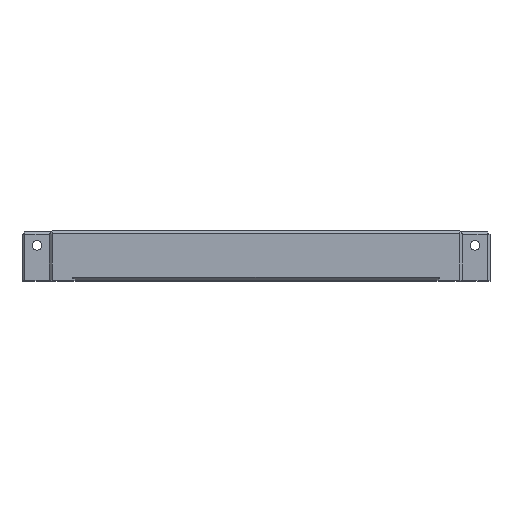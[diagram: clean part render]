
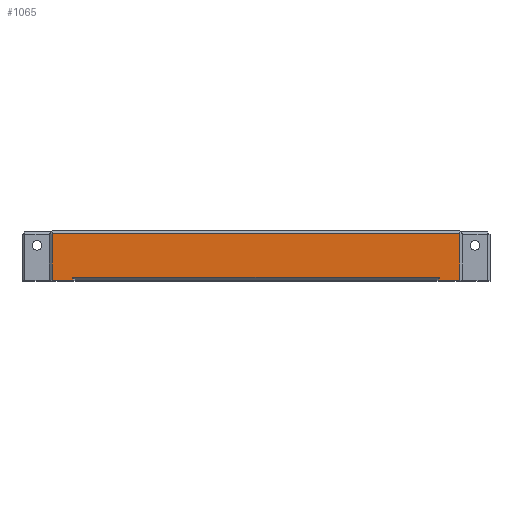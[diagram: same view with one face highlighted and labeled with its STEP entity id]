
A CAD part, top view. The second image highlights one B-rep face of the part: STEP entity #1065.
In plain terms, the highlighted planar face has unit normal (0, 0, 1).
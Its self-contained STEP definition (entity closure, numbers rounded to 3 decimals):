
#48 = AXIS2_PLACEMENT_3D ( 'NONE', #4212, #2947, #522 ) ;
#136 = VECTOR ( 'NONE', #1780, 1000. ) ;
#141 = CARTESIAN_POINT ( 'NONE',  ( -26.39, 0.75, 187.942 ) ) ;
#382 = LINE ( 'NONE', #3295, #3411 ) ;
#444 = VECTOR ( 'NONE', #3063, 1000. ) ;
#522 = DIRECTION ( 'NONE',  ( -1., 0., 0. ) ) ;
#695 = EDGE_CURVE ( 'NONE', #5033, #755, #3552, .T. ) ;
#750 = CARTESIAN_POINT ( 'NONE',  ( 116.11, 8.75, 187.942 ) ) ;
#755 = VERTEX_POINT ( 'NONE', #4742 ) ;
#813 = CARTESIAN_POINT ( 'NONE',  ( 116.11, 1.75, 187.942 ) ) ;
#972 = ORIENTED_EDGE ( 'NONE', *, *, #2805, .T. ) ;
#1000 = VECTOR ( 'NONE', #3797, 1000. ) ;
#1005 = LINE ( 'NONE', #3887, #5258 ) ;
#1014 = EDGE_CURVE ( 'NONE', #5033, #4281, #3029, .T. ) ;
#1065 = ADVANCED_FACE ( 'NONE', ( #5001 ), #1318, .F. ) ;
#1168 = DIRECTION ( 'NONE',  ( 0., 1., 0. ) ) ;
#1230 = CARTESIAN_POINT ( 'NONE',  ( -25.39, 17.75, 187.942 ) ) ;
#1269 = VECTOR ( 'NONE', #1486, 1000. ) ;
#1317 = CARTESIAN_POINT ( 'NONE',  ( 123.61, 0.75, 187.942 ) ) ;
#1318 = PLANE ( 'NONE',  #48 ) ;
#1327 = ORIENTED_EDGE ( 'NONE', *, *, #4894, .T. ) ;
#1426 = VERTEX_POINT ( 'NONE', #1969 ) ;
#1435 = LINE ( 'NONE', #5088, #444 ) ;
#1450 = EDGE_CURVE ( 'NONE', #755, #1714, #3300, .T. ) ;
#1486 = DIRECTION ( 'NONE',  ( -1., 0., 0. ) ) ;
#1635 = CARTESIAN_POINT ( 'NONE',  ( -17.89, 0.75, 187.942 ) ) ;
#1714 = VERTEX_POINT ( 'NONE', #813 ) ;
#1776 = ORIENTED_EDGE ( 'NONE', *, *, #1450, .T. ) ;
#1780 = DIRECTION ( 'NONE',  ( -1., 0., 0. ) ) ;
#1969 = CARTESIAN_POINT ( 'NONE',  ( 116.11, 0.75, 187.942 ) ) ;
#2316 = VERTEX_POINT ( 'NONE', #1230 ) ;
#2403 = DIRECTION ( 'NONE',  ( 0., -1., 0. ) ) ;
#2513 = EDGE_CURVE ( 'NONE', #1714, #1426, #2747, .T. ) ;
#2547 = ORIENTED_EDGE ( 'NONE', *, *, #695, .T. ) ;
#2647 = VECTOR ( 'NONE', #5208, 1000. ) ;
#2690 = EDGE_CURVE ( 'NONE', #3726, #1426, #4022, .T. ) ;
#2747 = LINE ( 'NONE', #750, #2647 ) ;
#2805 = EDGE_CURVE ( 'NONE', #2316, #4281, #382, .T. ) ;
#2947 = DIRECTION ( 'NONE',  ( 0., 0., -1. ) ) ;
#3029 = LINE ( 'NONE', #141, #136 ) ;
#3063 = DIRECTION ( 'NONE',  ( -1., 0., 0. ) ) ;
#3112 = ORIENTED_EDGE ( 'NONE', *, *, #2690, .F. ) ;
#3151 = DIRECTION ( 'NONE',  ( 0., 1., 0. ) ) ;
#3192 = EDGE_LOOP ( 'NONE', ( #3112, #4500, #1327, #972, #4121, #2547, #1776, #3382 ) ) ;
#3295 = CARTESIAN_POINT ( 'NONE',  ( -25.39, 8.75, 187.942 ) ) ;
#3300 = LINE ( 'NONE', #4544, #1000 ) ;
#3382 = ORIENTED_EDGE ( 'NONE', *, *, #2513, .T. ) ;
#3411 = VECTOR ( 'NONE', #2403, 1000. ) ;
#3447 = EDGE_CURVE ( 'NONE', #3726, #3957, #1005, .T. ) ;
#3552 = LINE ( 'NONE', #5173, #5204 ) ;
#3719 = CARTESIAN_POINT ( 'NONE',  ( 123.61, 17.75, 187.942 ) ) ;
#3726 = VERTEX_POINT ( 'NONE', #1317 ) ;
#3797 = DIRECTION ( 'NONE',  ( 1., 0., 0. ) ) ;
#3887 = CARTESIAN_POINT ( 'NONE',  ( 123.61, 8.75, 187.942 ) ) ;
#3957 = VERTEX_POINT ( 'NONE', #3719 ) ;
#3996 = CARTESIAN_POINT ( 'NONE',  ( -25.39, 0.75, 187.942 ) ) ;
#4022 = LINE ( 'NONE', #5193, #1269 ) ;
#4121 = ORIENTED_EDGE ( 'NONE', *, *, #1014, .F. ) ;
#4212 = CARTESIAN_POINT ( 'NONE',  ( -26.39, 8.75, 187.942 ) ) ;
#4281 = VERTEX_POINT ( 'NONE', #3996 ) ;
#4500 = ORIENTED_EDGE ( 'NONE', *, *, #3447, .T. ) ;
#4544 = CARTESIAN_POINT ( 'NONE',  ( 115.11, 1.75, 187.942 ) ) ;
#4742 = CARTESIAN_POINT ( 'NONE',  ( -17.89, 1.75, 187.942 ) ) ;
#4894 = EDGE_CURVE ( 'NONE', #3957, #2316, #1435, .T. ) ;
#5001 = FACE_OUTER_BOUND ( 'NONE', #3192, .T. ) ;
#5033 = VERTEX_POINT ( 'NONE', #1635 ) ;
#5088 = CARTESIAN_POINT ( 'NONE',  ( -26.39, 17.75, 187.942 ) ) ;
#5173 = CARTESIAN_POINT ( 'NONE',  ( -17.89, 8.75, 187.942 ) ) ;
#5193 = CARTESIAN_POINT ( 'NONE',  ( -26.39, 0.75, 187.942 ) ) ;
#5204 = VECTOR ( 'NONE', #1168, 1000. ) ;
#5208 = DIRECTION ( 'NONE',  ( 0., -1., 0. ) ) ;
#5258 = VECTOR ( 'NONE', #3151, 1000. ) ;
